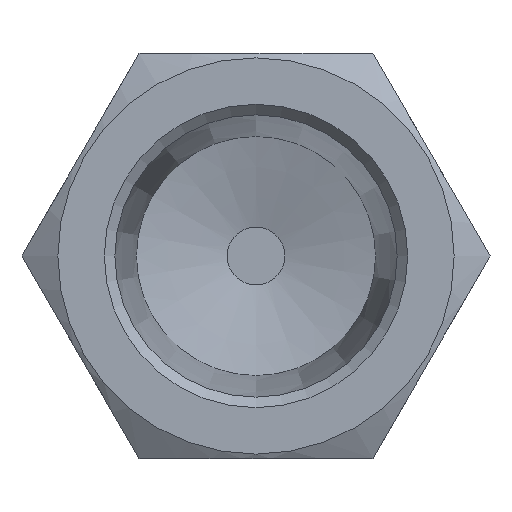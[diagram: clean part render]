
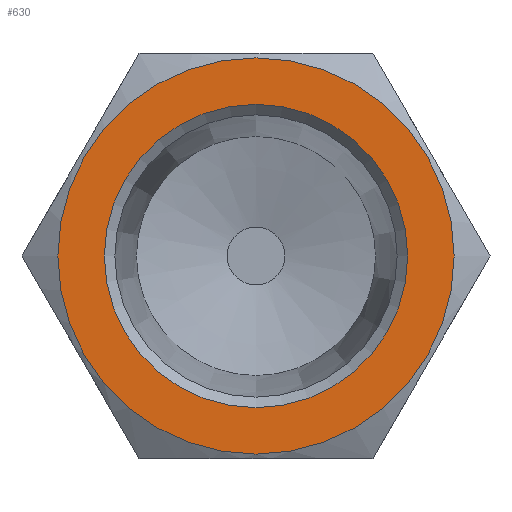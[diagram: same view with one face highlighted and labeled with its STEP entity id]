
A CAD part, left-side view. The second image highlights one B-rep face of the part: STEP entity #630.
In plain terms, the highlighted planar face has unit normal (-1, 0, 0).
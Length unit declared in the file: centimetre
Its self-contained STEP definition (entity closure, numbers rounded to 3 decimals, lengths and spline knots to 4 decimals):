
#105=FACE_BOUND('',#260,.T.);
#198=FACE_OUTER_BOUND('',#259,.T.);
#259=EDGE_LOOP('',(#569));
#260=EDGE_LOOP('',(#570));
#284=CIRCLE('',#686,0.6985);
#287=CIRCLE('',#692,0.5347);
#340=VERTEX_POINT('',#1057);
#343=VERTEX_POINT('',#1072);
#412=EDGE_CURVE('',#340,#340,#284,.T.);
#417=EDGE_CURVE('',#343,#343,#287,.T.);
#569=ORIENTED_EDGE('',*,*,#412,.F.);
#570=ORIENTED_EDGE('',*,*,#417,.T.);
#589=PLANE('',#705);
#630=ADVANCED_FACE('',(#198,#105),#589,.T.);
#686=AXIS2_PLACEMENT_3D('',#1058,#832,#833);
#692=AXIS2_PLACEMENT_3D('',#1073,#844,#845);
#705=AXIS2_PLACEMENT_3D('',#1091,#870,#871);
#832=DIRECTION('center_axis',(1.,0.,0.));
#833=DIRECTION('ref_axis',(0.,1.,0.));
#844=DIRECTION('center_axis',(1.,0.,0.));
#845=DIRECTION('ref_axis',(0.,0.,1.));
#870=DIRECTION('center_axis',(-1.,0.,0.));
#871=DIRECTION('ref_axis',(0.,0.,1.));
#1057=CARTESIAN_POINT('',(0.,0.6985,0.));
#1058=CARTESIAN_POINT('Origin',(0.,0.,
0.));
#1072=CARTESIAN_POINT('',(0.,0.,0.5347));
#1073=CARTESIAN_POINT('Origin',(0.,0.,0.));
#1091=CARTESIAN_POINT('Origin',(0.,0.3493,0.));
